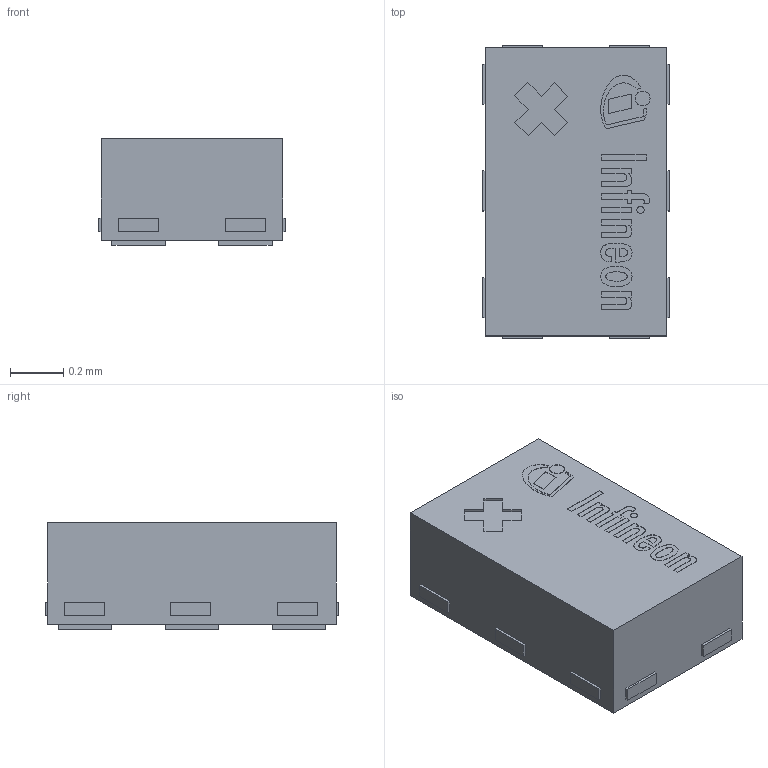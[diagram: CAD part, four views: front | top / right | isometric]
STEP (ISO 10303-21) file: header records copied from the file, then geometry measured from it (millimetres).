
FILE_DESCRIPTION(/* description */ (''),/* implementation_level */ '2;1');
FILE_NAME(/* name */ 'PG-TSNP-6-10_Z8B00183804_V01_3D.stp',/* time_stamp */ '2020-02-12T20:20:06+06:00',/* author */ ('janartha'),/* organization */ (''),/* preprocessor_version */ 'ST-DEVELOPER v16.13',/* originating_system */ 'AutoCAD Mechanical',/* authorisation */ '');
FILE_SCHEMA (('AUTOMOTIVE_DESIGN { 1 0 10303 214 3 1 1 }'));
Length unit declared in the file: millimetre
Products named in the file (1): Product
Bounding box: 0.7 x 1.1 x 0.4 mm (x, y, z)
Volume: 0.3 mm3; surface area: 3.8 mm2
Topology: 30 solids, 30 shells, 326 faces, 795 edges, 530 vertices
Faces by surface type: plane 232, cylinder 93, bspline 1
Full cylindrical faces by diameter (mm): 0.027 x1, 0.055 x1
Entity records: 9566 total; most frequent: CARTESIAN_POINT 1663, DIRECTION 1629, ORIENTED_EDGE 1586, EDGE_CURVE 793, LINE 605, VECTOR 605, VERTEX_POINT 530, AXIS2_PLACEMENT_3D 512
